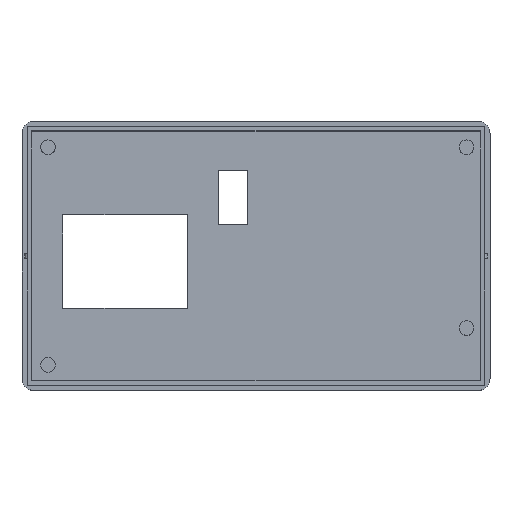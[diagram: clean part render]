
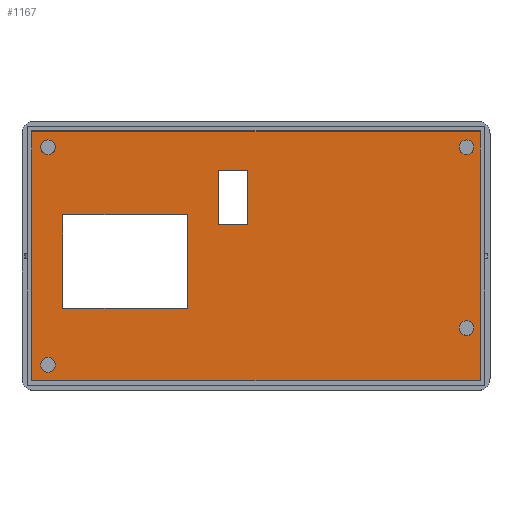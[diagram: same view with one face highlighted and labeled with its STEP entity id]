
A CAD part, top view. The second image highlights one B-rep face of the part: STEP entity #1167.
In plain terms, the highlighted planar face has unit normal (0, 0, 1).
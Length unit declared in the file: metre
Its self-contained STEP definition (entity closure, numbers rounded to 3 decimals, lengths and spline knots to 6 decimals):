
#60=CIRCLE('',#1271,0.0015);
#61=CIRCLE('',#1272,0.0015);
#62=CIRCLE('',#1273,0.0015);
#63=CIRCLE('',#1274,0.0015);
#180=ORIENTED_EDGE('',*,*,#500,.T.);
#181=ORIENTED_EDGE('',*,*,#501,.T.);
#182=ORIENTED_EDGE('',*,*,#502,.T.);
#183=ORIENTED_EDGE('',*,*,#503,.T.);
#184=ORIENTED_EDGE('',*,*,#504,.F.);
#185=ORIENTED_EDGE('',*,*,#505,.F.);
#186=ORIENTED_EDGE('',*,*,#448,.T.);
#187=ORIENTED_EDGE('',*,*,#506,.T.);
#188=ORIENTED_EDGE('',*,*,#484,.F.);
#189=ORIENTED_EDGE('',*,*,#488,.T.);
#190=ORIENTED_EDGE('',*,*,#491,.T.);
#191=ORIENTED_EDGE('',*,*,#495,.F.);
#192=ORIENTED_EDGE('',*,*,#474,.F.);
#193=ORIENTED_EDGE('',*,*,#478,.T.);
#194=ORIENTED_EDGE('',*,*,#481,.T.);
#195=ORIENTED_EDGE('',*,*,#493,.F.);
#448=EDGE_CURVE('',#612,#613,#706,.T.);
#474=EDGE_CURVE('',#638,#639,#726,.T.);
#478=EDGE_CURVE('',#638,#641,#730,.T.);
#481=EDGE_CURVE('',#641,#643,#733,.T.);
#484=EDGE_CURVE('',#646,#647,#736,.T.);
#488=EDGE_CURVE('',#646,#649,#740,.T.);
#491=EDGE_CURVE('',#649,#651,#743,.T.);
#493=EDGE_CURVE('',#639,#643,#745,.T.);
#495=EDGE_CURVE('',#647,#651,#747,.T.);
#500=EDGE_CURVE('',#656,#656,#60,.F.);
#501=EDGE_CURVE('',#657,#657,#61,.F.);
#502=EDGE_CURVE('',#658,#658,#62,.F.);
#503=EDGE_CURVE('',#659,#659,#63,.F.);
#504=EDGE_CURVE('',#660,#661,#752,.T.);
#505=EDGE_CURVE('',#612,#660,#753,.T.);
#506=EDGE_CURVE('',#613,#661,#754,.T.);
#612=VERTEX_POINT('',#1777);
#613=VERTEX_POINT('',#1778);
#638=VERTEX_POINT('',#1831);
#639=VERTEX_POINT('',#1833);
#641=VERTEX_POINT('',#1839);
#643=VERTEX_POINT('',#1845);
#646=VERTEX_POINT('',#1852);
#647=VERTEX_POINT('',#1854);
#649=VERTEX_POINT('',#1860);
#651=VERTEX_POINT('',#1866);
#656=VERTEX_POINT('',#1885);
#657=VERTEX_POINT('',#1887);
#658=VERTEX_POINT('',#1889);
#659=VERTEX_POINT('',#1891);
#660=VERTEX_POINT('',#1893);
#661=VERTEX_POINT('',#1894);
#706=LINE('',#1776,#822);
#726=LINE('',#1832,#842);
#730=LINE('',#1840,#846);
#733=LINE('',#1846,#849);
#736=LINE('',#1853,#852);
#740=LINE('',#1861,#856);
#743=LINE('',#1867,#859);
#745=LINE('',#1870,#861);
#747=LINE('',#1873,#863);
#752=LINE('',#1892,#868);
#753=LINE('',#1895,#869);
#754=LINE('',#1896,#870);
#822=VECTOR('',#1407,1.);
#842=VECTOR('',#1445,1.);
#846=VECTOR('',#1451,1.);
#849=VECTOR('',#1456,1.);
#852=VECTOR('',#1461,1.);
#856=VECTOR('',#1467,1.);
#859=VECTOR('',#1472,1.);
#861=VECTOR('',#1476,1.);
#863=VECTOR('',#1480,1.);
#868=VECTOR('',#1497,1.);
#869=VECTOR('',#1498,1.);
#870=VECTOR('',#1499,1.);
#943=EDGE_LOOP('',(#180));
#944=EDGE_LOOP('',(#181));
#945=EDGE_LOOP('',(#182));
#946=EDGE_LOOP('',(#183));
#947=EDGE_LOOP('',(#184,#185,#186,#187));
#948=EDGE_LOOP('',(#188,#189,#190,#191));
#949=EDGE_LOOP('',(#192,#193,#194,#195));
#1039=FACE_BOUND('',#943,.T.);
#1040=FACE_BOUND('',#944,.T.);
#1041=FACE_BOUND('',#945,.T.);
#1042=FACE_BOUND('',#946,.T.);
#1043=FACE_BOUND('',#947,.T.);
#1044=FACE_BOUND('',#948,.T.);
#1045=FACE_BOUND('',#949,.T.);
#1125=PLANE('',#1270);
#1167=ADVANCED_FACE('',(#1039,#1040,#1041,#1042,#1043,#1044,#1045),#1125,
 .T.);
#1270=AXIS2_PLACEMENT_3D('',#1883,#1487,#1488);
#1271=AXIS2_PLACEMENT_3D('',#1884,#1489,#1490);
#1272=AXIS2_PLACEMENT_3D('',#1886,#1491,#1492);
#1273=AXIS2_PLACEMENT_3D('',#1888,#1493,#1494);
#1274=AXIS2_PLACEMENT_3D('',#1890,#1495,#1496);
#1407=DIRECTION('',(-1.,0.,0.));
#1445=DIRECTION('',(0.,-1.,0.));
#1451=DIRECTION('',(1.,0.,0.));
#1456=DIRECTION('',(0.,-1.,0.));
#1461=DIRECTION('',(0.,-1.,0.));
#1467=DIRECTION('',(1.,0.,0.));
#1472=DIRECTION('',(0.,-1.,0.));
#1476=DIRECTION('',(1.,0.,0.));
#1480=DIRECTION('',(1.,0.,0.));
#1487=DIRECTION('',(0.,0.,1.));
#1488=DIRECTION('',(1.,0.,0.));
#1489=DIRECTION('',(0.,0.,1.));
#1490=DIRECTION('',(1.,0.,0.));
#1491=DIRECTION('',(0.,0.,1.));
#1492=DIRECTION('',(1.,0.,0.));
#1493=DIRECTION('',(0.,0.,1.));
#1494=DIRECTION('',(1.,0.,0.));
#1495=DIRECTION('',(0.,0.,1.));
#1496=DIRECTION('',(1.,0.,0.));
#1497=DIRECTION('',(-1.,0.,0.));
#1498=DIRECTION('',(0.,-1.,0.));
#1499=DIRECTION('',(0.,-1.,0.));
#1776=CARTESIAN_POINT('',(0.,0.051,0.002));
#1777=CARTESIAN_POINT('',(0.04575,0.051,0.002));
#1778=CARTESIAN_POINT('',(-0.04575,0.051,0.002));
#1831=CARTESIAN_POINT('',(-0.03945,0.0339,0.002));
#1832=CARTESIAN_POINT('',(-0.03945,0.02435,0.002));
#1833=CARTESIAN_POINT('',(-0.03945,0.0148,0.002));
#1839=CARTESIAN_POINT('',(-0.01395,0.0339,0.002));
#1840=CARTESIAN_POINT('',(-0.0267,0.0339,0.002));
#1845=CARTESIAN_POINT('',(-0.01395,0.0148,0.002));
#1846=CARTESIAN_POINT('',(-0.01395,0.02435,0.002));
#1852=CARTESIAN_POINT('',(-0.00775,0.0429,0.002));
#1853=CARTESIAN_POINT('',(-0.00775,0.0374,0.002));
#1854=CARTESIAN_POINT('',(-0.00775,0.0319,0.002));
#1860=CARTESIAN_POINT('',(-0.00165,0.0429,0.002));
#1861=CARTESIAN_POINT('',(-0.0047,0.0429,0.002));
#1866=CARTESIAN_POINT('',(-0.00165,0.0319,0.002));
#1867=CARTESIAN_POINT('',(-0.00165,0.0374,0.002));
#1870=CARTESIAN_POINT('',(-0.0267,0.0148,0.002));
#1873=CARTESIAN_POINT('',(-0.0047,0.0319,0.002));
#1883=CARTESIAN_POINT('',(0.,0.0255,0.002));
#1884=CARTESIAN_POINT('',(-0.042453,0.003295,0.002));
#1885=CARTESIAN_POINT('',(-0.040953,0.003295,0.002));
#1886=CARTESIAN_POINT('',(0.042968,0.047683,0.002));
#1887=CARTESIAN_POINT('',(0.044468,0.047683,0.002));
#1888=CARTESIAN_POINT('',(0.042968,0.010786,0.002));
#1889=CARTESIAN_POINT('',(0.044468,0.010786,0.002));
#1890=CARTESIAN_POINT('',(-0.042453,0.047683,0.002));
#1891=CARTESIAN_POINT('',(-0.040953,0.047683,0.002));
#1892=CARTESIAN_POINT('',(0.,0.,0.002));
#1893=CARTESIAN_POINT('',(0.04575,0.,0.002));
#1894=CARTESIAN_POINT('',(-0.04575,0.,0.002));
#1895=CARTESIAN_POINT('',(0.04575,0.0255,0.002));
#1896=CARTESIAN_POINT('',(-0.04575,0.0255,0.002));
